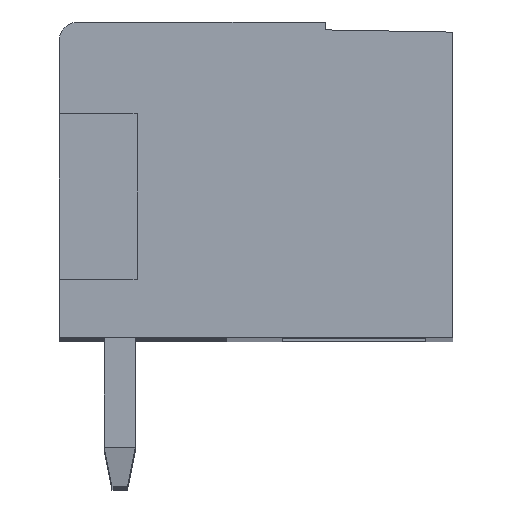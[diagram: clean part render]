
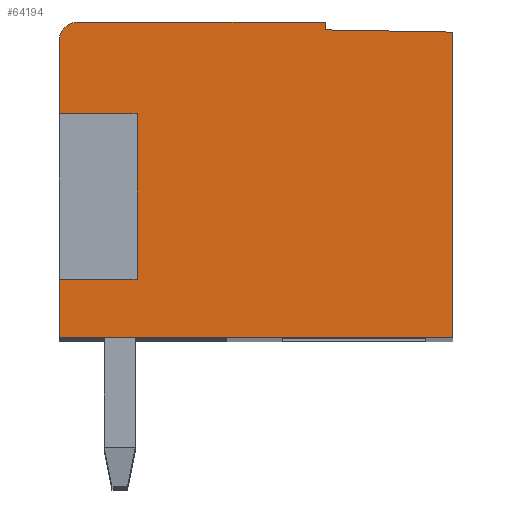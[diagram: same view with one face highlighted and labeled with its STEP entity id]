
A CAD part, top view. The second image highlights one B-rep face of the part: STEP entity #64194.
In plain terms, the highlighted planar face has unit normal (0, 0, 1).
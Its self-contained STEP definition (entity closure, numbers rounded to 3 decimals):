
#559=DIRECTION('',(-1.,0.,0.));
#560=VECTOR('',#559,6.326);
#561=CARTESIAN_POINT('',(-13.889,8.199,168.212));
#562=LINE('',#561,#560);
#23077=DIRECTION('',(0.,-1.,0.));
#23078=VECTOR('',#23077,7.84);
#23079=CARTESIAN_POINT('',(-10.615,7.94,
168.212));
#23080=LINE('',#23079,#23078);
#23081=DIRECTION('',(-1.,0.,0.));
#23082=VECTOR('',#23081,10.1);
#23083=CARTESIAN_POINT('',(-10.615,0.099,
168.212));
#23084=LINE('',#23083,#23082);
#23085=DIRECTION('',(0.,1.,0.));
#23086=VECTOR('',#23085,1.5);
#23087=CARTESIAN_POINT('',(-20.715,0.099,
168.212));
#23088=LINE('',#23087,#23086);
#23089=DIRECTION('',(1.,0.,0.));
#23090=VECTOR('',#23089,2.);
#23091=CARTESIAN_POINT('',(-20.715,1.599,
168.212));
#23092=LINE('',#23091,#23090);
#23093=DIRECTION('',(0.,1.,0.));
#23094=VECTOR('',#23093,1.85);
#23095=CARTESIAN_POINT('',(-20.715,5.849,
168.212));
#23096=LINE('',#23095,#23094);
#23097=CARTESIAN_POINT('',(-20.215,7.699,
168.212));
#23098=DIRECTION('',(0.,0.,-1.));
#23099=DIRECTION('',(-1.,0.,0.));
#23100=AXIS2_PLACEMENT_3D('',#23097,#23098,#23099);
#23102=DIRECTION('',(0.,-1.,0.));
#23103=VECTOR('',#23102,0.202);
#23104=CARTESIAN_POINT('',(-13.889,8.199,
168.212));
#23105=LINE('',#23104,#23103);
#23106=DIRECTION('',(1.,-0.017,0.));
#23107=VECTOR('',#23106,3.274);
#23108=CARTESIAN_POINT('',(-13.889,7.997,
168.212));
#23109=LINE('',#23108,#23107);
#23138=DIRECTION('',(1.,0.,0.));
#23139=VECTOR('',#23138,2.);
#23140=CARTESIAN_POINT('',(-20.715,5.849,
168.212));
#23141=LINE('',#23140,#23139);
#23146=DIRECTION('',(0.,-1.,0.));
#23147=VECTOR('',#23146,4.25);
#23148=CARTESIAN_POINT('',(-18.715,5.849,
168.212));
#23149=LINE('',#23148,#23147);
#23150=CARTESIAN_POINT('',(-10.615,7.94,
168.212));
#23151=CARTESIAN_POINT('',(-10.615,0.099,
168.212));
#23152=VERTEX_POINT('',#23150);
#23153=VERTEX_POINT('',#23151);
#23386=CARTESIAN_POINT('',(-20.715,5.849,
168.212));
#23387=CARTESIAN_POINT('',(-20.715,7.699,
168.212));
#23388=VERTEX_POINT('',#23386);
#23389=VERTEX_POINT('',#23387);
#23394=CARTESIAN_POINT('',(-20.715,1.599,
168.212));
#23395=VERTEX_POINT('',#23394);
#23396=CARTESIAN_POINT('',(-20.715,0.099,
168.212));
#23397=VERTEX_POINT('',#23396);
#23426=CARTESIAN_POINT('',(-20.215,8.199,
168.212));
#23427=VERTEX_POINT('',#23426);
#23428=CARTESIAN_POINT('',(-13.889,8.199,
168.212));
#23429=VERTEX_POINT('',#23428);
#23430=CARTESIAN_POINT('',(-13.889,7.997,
168.212));
#23431=VERTEX_POINT('',#23430);
#23432=CARTESIAN_POINT('',(-18.715,1.599,
168.212));
#23433=VERTEX_POINT('',#23432);
#23434=CARTESIAN_POINT('',(-18.715,5.849,
168.212));
#23435=VERTEX_POINT('',#23434);
#64173=CARTESIAN_POINT('',(-10.615,0.099,
168.212));
#64174=DIRECTION('',(0.,0.,-1.));
#64175=DIRECTION('',(0.,1.,0.));
#64176=AXIS2_PLACEMENT_3D('',#64173,#64174,#64175);
#64177=PLANE('',#64176);
#64178=ORIENTED_EDGE('',*,*,#30281,.T.);
#64179=ORIENTED_EDGE('',*,*,#33049,.T.);
#64180=ORIENTED_EDGE('',*,*,#30866,.T.);
#64182=ORIENTED_EDGE('',*,*,#64181,.T.);
#64184=ORIENTED_EDGE('',*,*,#64183,.F.);
#64186=ORIENTED_EDGE('',*,*,#64185,.F.);
#64187=ORIENTED_EDGE('',*,*,#30858,.T.);
#64188=ORIENTED_EDGE('',*,*,#30823,.T.);
#64189=ORIENTED_EDGE('',*,*,#30808,.F.);
#64190=ORIENTED_EDGE('',*,*,#30793,.T.);
#64191=ORIENTED_EDGE('',*,*,#30778,.T.);
#64192=EDGE_LOOP('',(#64178,#64179,#64180,#64182,#64184,#64186,#64187,#64188,
#64189,#64190,#64191));
#64193=FACE_OUTER_BOUND('',#64192,.F.);
#23101=CIRCLE('',#23100,0.5);
#30281=EDGE_CURVE('',#23152,#23153,#23080,.T.);
#30778=EDGE_CURVE('',#23431,#23152,#23109,.T.);
#30793=EDGE_CURVE('',#23429,#23431,#23105,.T.);
#30808=EDGE_CURVE('',#23429,#23427,#562,.T.);
#30823=EDGE_CURVE('',#23389,#23427,#23101,.T.);
#30858=EDGE_CURVE('',#23388,#23389,#23096,.T.);
#30866=EDGE_CURVE('',#23397,#23395,#23088,.T.);
#33049=EDGE_CURVE('',#23153,#23397,#23084,.T.);
#64181=EDGE_CURVE('',#23395,#23433,#23092,.T.);
#64183=EDGE_CURVE('',#23435,#23433,#23149,.T.);
#64185=EDGE_CURVE('',#23388,#23435,#23141,.T.);
#64194=ADVANCED_FACE('',(#64193),#64177,.F.);
